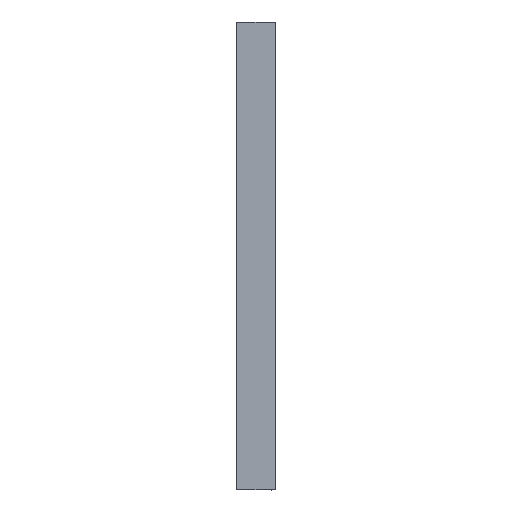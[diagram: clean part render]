
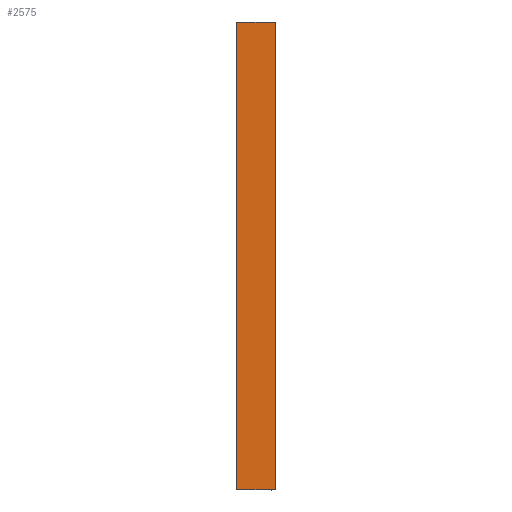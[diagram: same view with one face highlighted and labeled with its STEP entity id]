
A CAD part, left-side view. The second image highlights one B-rep face of the part: STEP entity #2575.
In plain terms, the highlighted planar face has unit normal (-1, 0, 0).
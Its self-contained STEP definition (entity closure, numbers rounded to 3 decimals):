
#37 = ORIENTED_EDGE ( 'NONE', *, *, #2311, .T. ) ;
#40 = CARTESIAN_POINT ( 'NONE',  ( 0., -82., 0. ) ) ;
#131 = VECTOR ( 'NONE', #2047, 1000. ) ;
#293 = LINE ( 'NONE', #910, #1728 ) ;
#454 = VERTEX_POINT ( 'NONE', #2336 ) ;
#480 = VERTEX_POINT ( 'NONE', #1096 ) ;
#663 = CARTESIAN_POINT ( 'NONE',  ( 0., -82., 2000. ) ) ;
#764 = LINE ( 'NONE', #2869, #131 ) ;
#910 = CARTESIAN_POINT ( 'NONE',  ( 0., -82., 0. ) ) ;
#965 = ORIENTED_EDGE ( 'NONE', *, *, #1500, .F. ) ;
#1096 = CARTESIAN_POINT ( 'NONE',  ( 0., 82., 0. ) ) ;
#1163 = VECTOR ( 'NONE', #1798, 1000. ) ;
#1326 = DIRECTION ( 'NONE',  ( 0., 0., 1. ) ) ;
#1495 = VERTEX_POINT ( 'NONE', #40 ) ;
#1500 = EDGE_CURVE ( 'NONE', #2410, #1495, #2048, .T. ) ;
#1583 = FACE_OUTER_BOUND ( 'NONE', #1862, .T. ) ;
#1628 = EDGE_CURVE ( 'NONE', #1495, #480, #293, .T. ) ;
#1673 = ORIENTED_EDGE ( 'NONE', *, *, #2366, .T. ) ;
#1728 = VECTOR ( 'NONE', #2594, 1000. ) ;
#1798 = DIRECTION ( 'NONE',  ( 0., 1., 0. ) ) ;
#1810 = DIRECTION ( 'NONE',  ( 0., 0., -1. ) ) ;
#1852 = DIRECTION ( 'NONE',  ( -1., 0., 0. ) ) ;
#1862 = EDGE_LOOP ( 'NONE', ( #2068, #965, #1673, #37 ) ) ;
#2047 = DIRECTION ( 'NONE',  ( 0., 0., -1. ) ) ;
#2048 = LINE ( 'NONE', #2236, #2292 ) ;
#2068 = ORIENTED_EDGE ( 'NONE', *, *, #1628, .F. ) ;
#2121 = CARTESIAN_POINT ( 'NONE',  ( 0., -82., 2000. ) ) ;
#2236 = CARTESIAN_POINT ( 'NONE',  ( 0., -82., 2000. ) ) ;
#2292 = VECTOR ( 'NONE', #1810, 1000. ) ;
#2311 = EDGE_CURVE ( 'NONE', #454, #480, #764, .T. ) ;
#2336 = CARTESIAN_POINT ( 'NONE',  ( 0., 82., 2000. ) ) ;
#2346 = PLANE ( 'NONE',  #2347 ) ;
#2347 = AXIS2_PLACEMENT_3D ( 'NONE', #2121, #1852, #1326 ) ;
#2366 = EDGE_CURVE ( 'NONE', #2410, #454, #3203, .T. ) ;
#2410 = VERTEX_POINT ( 'NONE', #2923 ) ;
#2575 = ADVANCED_FACE ( 'NONE', ( #1583 ), #2346, .T. ) ;
#2594 = DIRECTION ( 'NONE',  ( 0., 1., 0. ) ) ;
#2869 = CARTESIAN_POINT ( 'NONE',  ( 0., 82., 2000. ) ) ;
#2923 = CARTESIAN_POINT ( 'NONE',  ( 0., -82., 2000. ) ) ;
#3203 = LINE ( 'NONE', #663, #1163 ) ;
